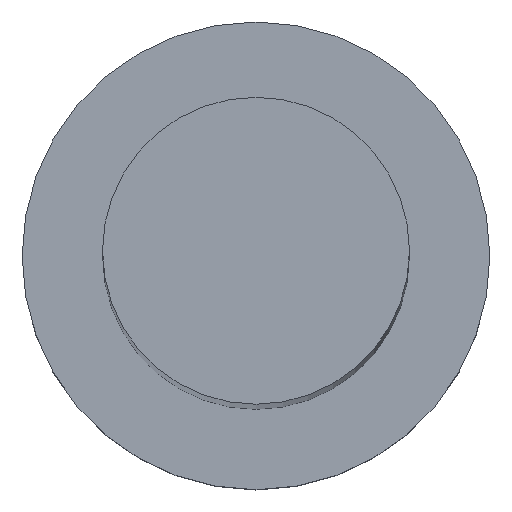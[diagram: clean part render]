
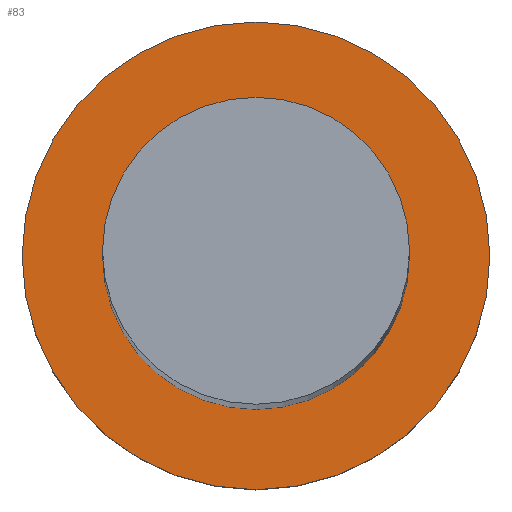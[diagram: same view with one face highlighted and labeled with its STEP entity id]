
A CAD part, top view. The second image highlights one B-rep face of the part: STEP entity #83.
In plain terms, the highlighted planar face has unit normal (0, 0, 1).
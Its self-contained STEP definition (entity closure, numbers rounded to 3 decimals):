
#3 = VERTEX_POINT ( 'NONE', #8 ) ;
#4 = DIRECTION ( 'NONE',  ( 0., 0., 1. ) ) ;
#8 = CARTESIAN_POINT ( 'NONE',  ( 8., 0., 5. ) ) ;
#10 = CIRCLE ( 'NONE', #230, 8. ) ;
#22 = ORIENTED_EDGE ( 'NONE', *, *, #107, .F. ) ;
#23 = DIRECTION ( 'NONE',  ( 0., 0., 1. ) ) ;
#26 = FACE_BOUND ( 'NONE', #37, .T. ) ;
#27 = AXIS2_PLACEMENT_3D ( 'NONE', #114, #249, #222 ) ;
#30 = AXIS2_PLACEMENT_3D ( 'NONE', #200, #235, #139 ) ;
#36 = DIRECTION ( 'NONE',  ( 1., 0., 0. ) ) ;
#37 = EDGE_LOOP ( 'NONE', ( #199, #22 ) ) ;
#41 = ORIENTED_EDGE ( 'NONE', *, *, #152, .T. ) ;
#42 = VERTEX_POINT ( 'NONE', #180 ) ;
#43 = ORIENTED_EDGE ( 'NONE', *, *, #129, .T. ) ;
#54 = PLANE ( 'NONE',  #128 ) ;
#62 = EDGE_LOOP ( 'NONE', ( #41, #43 ) ) ;
#65 = AXIS2_PLACEMENT_3D ( 'NONE', #217, #23, #108 ) ;
#74 = CARTESIAN_POINT ( 'NONE',  ( -8., 0., 5. ) ) ;
#83 = ADVANCED_FACE ( 'NONE', ( #26, #183 ), #54, .T. ) ;
#97 = VERTEX_POINT ( 'NONE', #255 ) ;
#103 = VERTEX_POINT ( 'NONE', #74 ) ;
#107 = EDGE_CURVE ( 'NONE', #42, #97, #143, .T. ) ;
#108 = DIRECTION ( 'NONE',  ( 1., 0., 0. ) ) ;
#114 = CARTESIAN_POINT ( 'NONE',  ( 0., 0., 5. ) ) ;
#128 = AXIS2_PLACEMENT_3D ( 'NONE', #162, #244, #185 ) ;
#129 = EDGE_CURVE ( 'NONE', #3, #103, #10, .T. ) ;
#139 = DIRECTION ( 'NONE',  ( 1., 0., 0. ) ) ;
#143 = CIRCLE ( 'NONE', #30, 5.25 ) ;
#152 = EDGE_CURVE ( 'NONE', #103, #3, #250, .T. ) ;
#162 = CARTESIAN_POINT ( 'NONE',  ( 0., 0., 5. ) ) ;
#180 = CARTESIAN_POINT ( 'NONE',  ( 5.25, 0., 5. ) ) ;
#183 = FACE_OUTER_BOUND ( 'NONE', #62, .T. ) ;
#184 = CIRCLE ( 'NONE', #65, 5.25 ) ;
#185 = DIRECTION ( 'NONE',  ( 1., 0., 0. ) ) ;
#199 = ORIENTED_EDGE ( 'NONE', *, *, #245, .F. ) ;
#200 = CARTESIAN_POINT ( 'NONE',  ( 0., 0., 5. ) ) ;
#215 = CARTESIAN_POINT ( 'NONE',  ( 0., 0., 5. ) ) ;
#217 = CARTESIAN_POINT ( 'NONE',  ( 0., 0., 5. ) ) ;
#222 = DIRECTION ( 'NONE',  ( 1., 0., 0. ) ) ;
#230 = AXIS2_PLACEMENT_3D ( 'NONE', #215, #4, #36 ) ;
#235 = DIRECTION ( 'NONE',  ( 0., 0., 1. ) ) ;
#244 = DIRECTION ( 'NONE',  ( 0., 0., 1. ) ) ;
#245 = EDGE_CURVE ( 'NONE', #97, #42, #184, .T. ) ;
#249 = DIRECTION ( 'NONE',  ( 0., 0., 1. ) ) ;
#250 = CIRCLE ( 'NONE', #27, 8. ) ;
#255 = CARTESIAN_POINT ( 'NONE',  ( -5.25, 0., 5. ) ) ;
